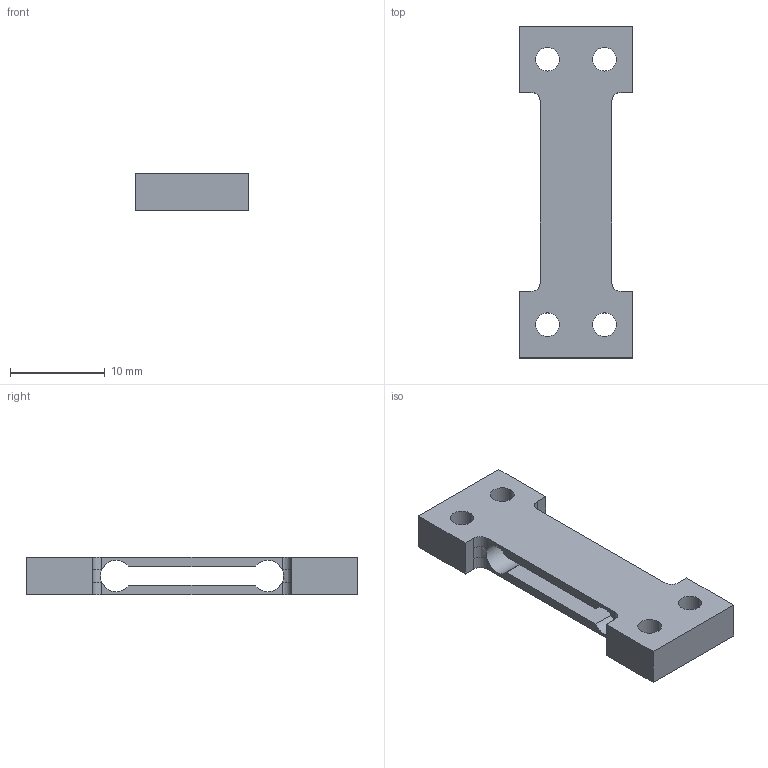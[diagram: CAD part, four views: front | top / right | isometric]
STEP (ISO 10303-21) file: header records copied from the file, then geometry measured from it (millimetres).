
FILE_DESCRIPTION (( 'STEP AP214' ), '1' );
FILE_NAME ('100_g_Load_Cell_solidModel.STEP', '2020-08-24T13:48:40', ( '' ), ( '' ), 'SwSTEP 2.0', 'SolidWorks 2020', '' );
FILE_SCHEMA (( 'AUTOMOTIVE_DESIGN' ));
Length unit declared in the file: millimetre
Products named in the file (1): 100_g_Load_Cell_solidModel
Bounding box: 12 x 35 x 4 mm (x, y, z)
Volume: 904.8 mm3; surface area: 1382.3 mm2
Topology: 1 solids, 1 shells, 40 faces, 112 edges, 72 vertices
Faces by surface type: cylinder 18, plane 18, bspline 4
Entity records: 1462 total; most frequent: CARTESIAN_POINT 361, DIRECTION 226, ORIENTED_EDGE 224, EDGE_CURVE 112, AXIS2_PLACEMENT_3D 81, VERTEX_POINT 72, LINE 64, VECTOR 64
